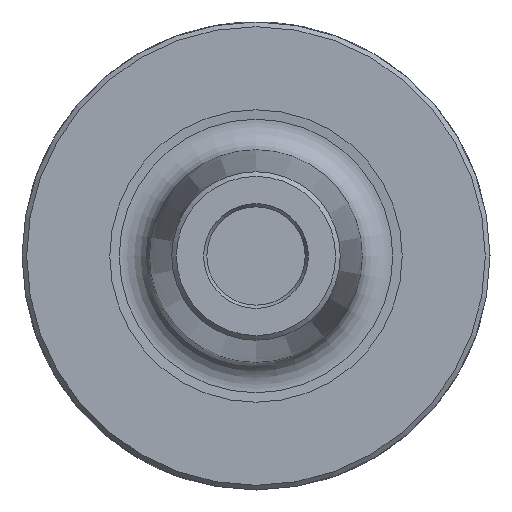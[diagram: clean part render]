
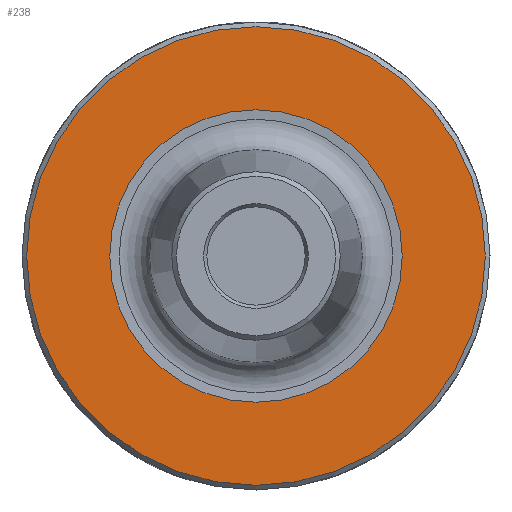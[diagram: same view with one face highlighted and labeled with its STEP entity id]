
A CAD part, left-side view. The second image highlights one B-rep face of the part: STEP entity #238.
In plain terms, the highlighted planar face has unit normal (-1, 0, 0).
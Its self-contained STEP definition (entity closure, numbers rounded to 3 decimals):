
#189=FACE_BOUND('',#348,.T.);
#190=FACE_BOUND('',#349,.T.);
#238=ADVANCED_FACE('',(#189,#190),#263,.F.);
#263=PLANE('',#755);
#348=EDGE_LOOP('',(#493));
#349=EDGE_LOOP('',(#494));
#493=ORIENTED_EDGE('',*,*,#650,.T.);
#494=ORIENTED_EDGE('',*,*,#649,.F.);
#573=VERTEX_POINT('',#1592);
#574=VERTEX_POINT('',#1595);
#649=EDGE_CURVE('',#573,#573,#677,.T.);
#650=EDGE_CURVE('',#574,#574,#678,.T.);
#677=CIRCLE('',#752,15.624);
#678=CIRCLE('',#754,24.5);
#752=AXIS2_PLACEMENT_3D('',#1591,#911,#912);
#754=AXIS2_PLACEMENT_3D('',#1594,#915,#916);
#755=AXIS2_PLACEMENT_3D('',#1596,#917,#918);
#911=DIRECTION('',(-1.,0.,0.));
#912=DIRECTION('',(0.,0.,-1.));
#915=DIRECTION('',(-1.,0.,0.));
#916=DIRECTION('',(0.,0.,-1.));
#917=DIRECTION('',(1.,0.,0.));
#918=DIRECTION('',(0.,0.,-1.));
#1591=CARTESIAN_POINT('',(55.,0.,0.));
#1592=CARTESIAN_POINT('',(55.,0.,-15.624));
#1594=CARTESIAN_POINT('',(55.,0.,0.));
#1595=CARTESIAN_POINT('',(55.,0.,-24.5));
#1596=CARTESIAN_POINT('',(55.,15.624,0.));
